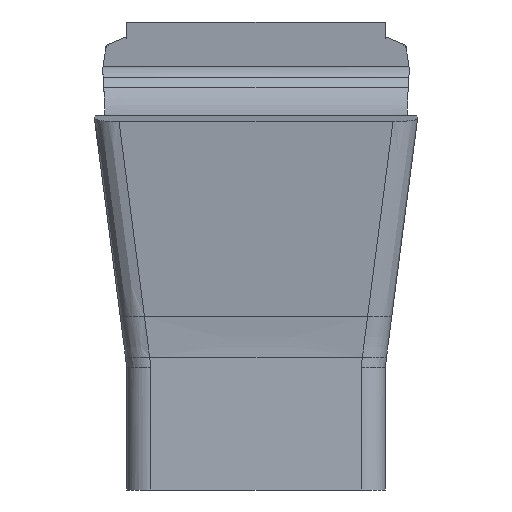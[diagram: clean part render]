
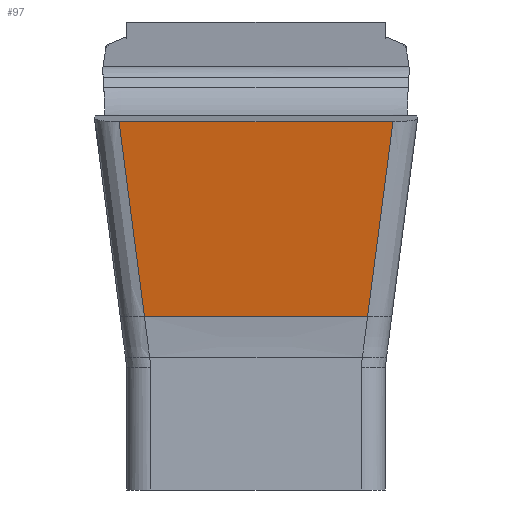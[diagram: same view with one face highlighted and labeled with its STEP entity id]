
A CAD part, front view. The second image highlights one B-rep face of the part: STEP entity #97.
In plain terms, the highlighted planar face has unit normal (0, -0.993, -0.122).
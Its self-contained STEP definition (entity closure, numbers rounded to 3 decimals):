
#97=ADVANCED_FACE('SIDE_FP_AN_SU1',(#179),#145,.T.);
#145=PLANE('',#1107);
#179=FACE_OUTER_BOUND('',#235,.T.);
#235=EDGE_LOOP('',(#407,#408,#409,#410));
#407=ORIENTED_EDGE('',*,*,#782,.T.);
#408=ORIENTED_EDGE('',*,*,#787,.T.);
#409=ORIENTED_EDGE('',*,*,#784,.T.);
#410=ORIENTED_EDGE('',*,*,#788,.F.);
#663=VERTEX_POINT('',#2073);
#664=VERTEX_POINT('',#2078);
#665=VERTEX_POINT('',#2118);
#666=VERTEX_POINT('',#2119);
#782=EDGE_CURVE('',#664,#663,#1052,.T.);
#784=EDGE_CURVE('',#665,#666,#1054,.T.);
#787=EDGE_CURVE('',#663,#665,#881,.T.);
#788=EDGE_CURVE('',#664,#666,#882,.T.);
#881=LINE('',#2171,#955);
#882=LINE('',#2172,#956);
#955=VECTOR('',#1211,1.);
#956=VECTOR('',#1212,1.);
#1052=B_SPLINE_CURVE_WITH_KNOTS('',3,(#2074,#2075,#2076,#2077),
 .UNSPECIFIED.,.F.,.F.,(4,4),(0.,1.),.UNSPECIFIED.);
#1054=B_SPLINE_CURVE_WITH_KNOTS('',3,(#2114,#2115,#2116,#2117),
 .UNSPECIFIED.,.F.,.F.,(4,4),(0.,1.),.UNSPECIFIED.);
#1107=AXIS2_PLACEMENT_3D('',#2173,#1213,#1214);
#1211=DIRECTION('',(-1.,0.,0.));
#1212=DIRECTION('',(-1.,0.,0.));
#1213=DIRECTION('',(0.,-0.993,-0.122));
#1214=DIRECTION('',(-1.,0.,0.));
#2073=CARTESIAN_POINT('',(1.695,-12.495,0.063));
#2074=CARTESIAN_POINT('',(1.38,-12.199,-2.351));
#2075=CARTESIAN_POINT('',(1.485,-12.298,-1.546));
#2076=CARTESIAN_POINT('',(1.59,-12.397,-0.741));
#2077=CARTESIAN_POINT('',(1.695,-12.495,0.063));
#2078=CARTESIAN_POINT('',(1.38,-12.199,-2.351));
#2114=CARTESIAN_POINT('',(-1.695,-12.495,0.063));
#2115=CARTESIAN_POINT('',(-1.59,-12.397,-0.741));
#2116=CARTESIAN_POINT('',(-1.485,-12.298,-1.546));
#2117=CARTESIAN_POINT('',(-1.38,-12.199,-2.351));
#2118=CARTESIAN_POINT('',(-1.695,-12.495,0.063));
#2119=CARTESIAN_POINT('',(-1.38,-12.199,-2.351));
#2171=CARTESIAN_POINT('',(0.,-12.495,0.063));
#2172=CARTESIAN_POINT('',(0.,-12.199,-2.351));
#2173=CARTESIAN_POINT('',(0.,-13.015,4.295));
